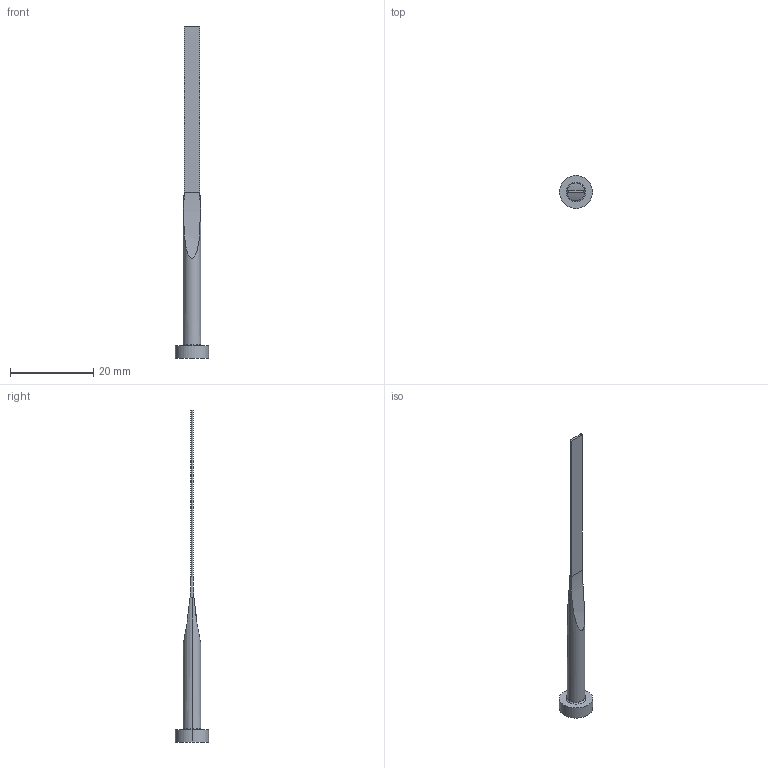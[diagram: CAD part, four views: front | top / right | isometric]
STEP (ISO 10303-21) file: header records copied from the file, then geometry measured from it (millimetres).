
FILE_DESCRIPTION(('STEP AP214'),'1');
FILE_NAME('cctmp_0EA6E618-59F1-4E87-9123-0B30DCF1E14C_2023_10_06_10_49_55_0197_41252..stp','2023-10-06T08:49:55',('Meusburger Georg GmbH & Co KG'),('CADClick - www.CADClick.com'),'Spatial InterOp 3D',' ','unknown authorization');
FILE_SCHEMA(('AUTOMOTIVE_DESIGN'));
Length unit declared in the file: millimetre
Products named in the file (1): E 1727_3.8_0.5x80
Bounding box: 8 x 8 x 80 mm (x, y, z)
Volume: 623.8 mm3; surface area: 950.9 mm2
Topology: 1 solids, 1 shells, 21 faces, 46 edges, 28 vertices
Faces by surface type: cylinder 10, plane 9, torus 2
Entity records: 1020 total; most frequent: CARTESIAN_POINT 362, DIRECTION 102, ORIENTED_EDGE 92, EDGE_CURVE 46, AXIS2_PLACEMENT_3D 40, VERTEX_POINT 28, STYLED_ITEM 22, PRESENTATION_STYLE_ASSIGNMENT 22
